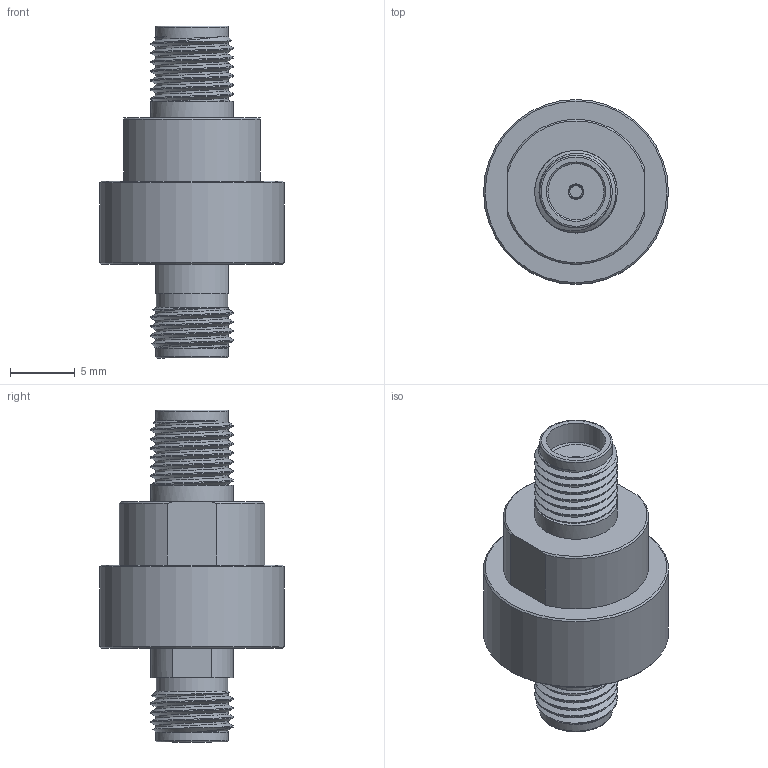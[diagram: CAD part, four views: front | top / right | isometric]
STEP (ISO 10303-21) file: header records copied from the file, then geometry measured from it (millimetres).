
FILE_DESCRIPTION (( 'STEP AP203' ), '1' );
FILE_NAME ('FMRJ1001_3D.step', '2021-04-22T16:35:09', ( '' ), ( '' ), 'SwSTEP 2.0', 'SolidWorks 2020', '' );
FILE_SCHEMA (( 'CONFIG_CONTROL_DESIGN' ));
Length unit declared in the file: inch
Products named in the file (1): FMRJ1001_3D
Bounding box: 14.22 x 14.22 x 25.55 mm (x, y, z)
Volume: 1812.3 mm3; surface area: 1214.9 mm2
Topology: 1 solids, 1 shells, 84 faces, 209 edges, 137 vertices
Faces by surface type: plane 35, cylinder 29, cone 13, bspline 5, torus 2
Full cylindrical faces by diameter (mm): 0.94 x2, 1.194 x2, 4.572 x2, 5.481 x1, 5.582 x1, 5.587 x7, 6.35 x7, 6.604 x1, 14.224 x1
Entity records: 3865 total; most frequent: CARTESIAN_POINT 2298, DIRECTION 304, ORIENTED_EDGE 286, EDGE_CURVE 143, AXIS2_PLACEMENT_3D 128, VERTEX_POINT 103, EDGE_LOOP 100, FACE_OUTER_BOUND 86
